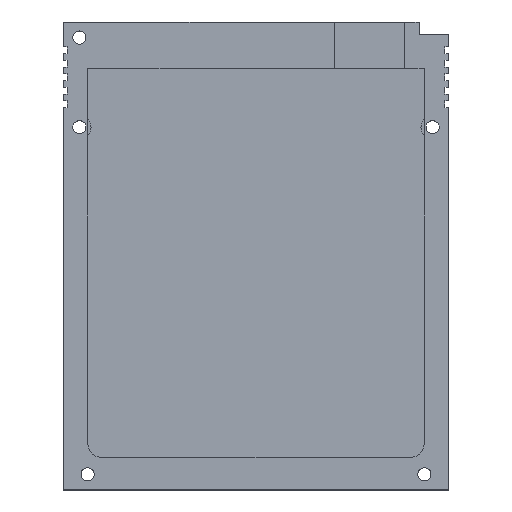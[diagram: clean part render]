
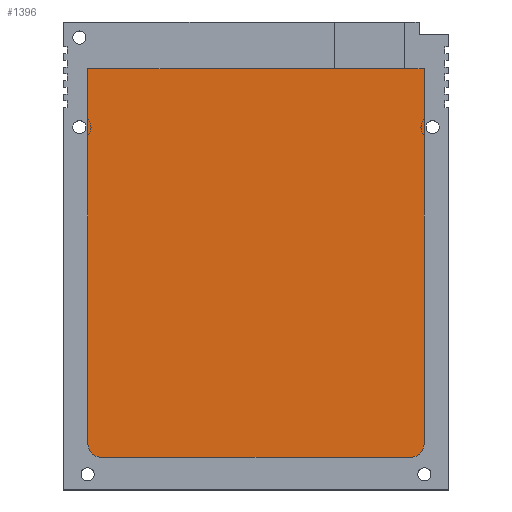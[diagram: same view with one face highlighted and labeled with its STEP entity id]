
A CAD part, top view. The second image highlights one B-rep face of the part: STEP entity #1396.
In plain terms, the highlighted planar face has unit normal (0, 0, 1).
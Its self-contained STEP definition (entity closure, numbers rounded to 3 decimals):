
#136=LINE('',#2213,#312);
#138=LINE('',#2217,#314);
#140=LINE('',#2221,#316);
#141=LINE('',#2225,#317);
#312=VECTOR('',#1755,10.);
#314=VECTOR('',#1759,10.663);
#316=VECTOR('',#1763,10.663);
#317=VECTOR('',#1766,10.663);
#416=FACE_OUTER_BOUND('',#504,.T.);
#504=EDGE_LOOP('',(#1101,#1102,#1103,#1104,#1105,#1106));
#577=CIRCLE('',#1494,3.599);
#578=CIRCLE('',#1495,3.599);
#707=VERTEX_POINT('',#2210);
#708=VERTEX_POINT('',#2212);
#709=VERTEX_POINT('',#2216);
#710=VERTEX_POINT('',#2220);
#711=VERTEX_POINT('',#2222);
#712=VERTEX_POINT('',#2224);
#856=EDGE_CURVE('',#708,#707,#136,.T.);
#858=EDGE_CURVE('',#708,#709,#138,.T.);
#860=EDGE_CURVE('',#710,#707,#140,.T.);
#861=EDGE_CURVE('',#711,#710,#577,.T.);
#862=EDGE_CURVE('',#712,#711,#141,.T.);
#863=EDGE_CURVE('',#709,#712,#578,.T.);
#1101=ORIENTED_EDGE('',*,*,#860,.F.);
#1102=ORIENTED_EDGE('',*,*,#861,.F.);
#1103=ORIENTED_EDGE('',*,*,#862,.F.);
#1104=ORIENTED_EDGE('',*,*,#863,.F.);
#1105=ORIENTED_EDGE('',*,*,#858,.F.);
#1106=ORIENTED_EDGE('',*,*,#856,.T.);
#1325=PLANE('',#1493);
#1396=ADVANCED_FACE('',(#416),#1325,.T.);
#1493=AXIS2_PLACEMENT_3D('',#2219,#1761,#1762);
#1494=AXIS2_PLACEMENT_3D('',#2223,#1764,#1765);
#1495=AXIS2_PLACEMENT_3D('',#2226,#1767,#1768);
#1755=DIRECTION('',(-1.,0.,0.));
#1759=DIRECTION('',(0.,-1.,0.));
#1761=DIRECTION('center_axis',(0.,0.,1.));
#1762=DIRECTION('ref_axis',(1.,0.,0.));
#1763=DIRECTION('',(0.,1.,0.));
#1764=DIRECTION('center_axis',(0.,0.,-1.));
#1765=DIRECTION('ref_axis',(-1.,0.,0.));
#1766=DIRECTION('',(-1.,0.,0.));
#1767=DIRECTION('center_axis',(0.,0.,-1.));
#1768=DIRECTION('ref_axis',(1.,0.,0.));
#2210=CARTESIAN_POINT('',(-40.113,59.653,0.712));
#2212=CARTESIAN_POINT('',(45.995,59.653,0.712));
#2213=CARTESIAN_POINT('',(45.995,59.653,0.712));
#2216=CARTESIAN_POINT('',(45.995,-36.256,0.712));
#2217=CARTESIAN_POINT('',(45.995,10.974,0.712));
#2219=CARTESIAN_POINT('Origin',(10.817,7.574,0.712));
#2220=CARTESIAN_POINT('',(-40.113,-36.256,0.712));
#2221=CARTESIAN_POINT('',(-40.113,5.369,0.712));
#2222=CARTESIAN_POINT('',(-36.514,-39.855,0.712));
#2223=CARTESIAN_POINT('Origin',(-36.514,-36.256,0.712));
#2224=CARTESIAN_POINT('',(42.396,-39.855,0.712));
#2225=CARTESIAN_POINT('',(6.907,-39.855,0.712));
#2226=CARTESIAN_POINT('Origin',(42.396,-36.256,0.712));
